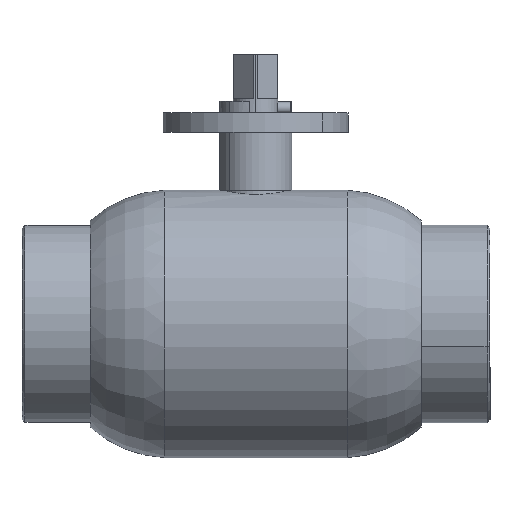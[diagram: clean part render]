
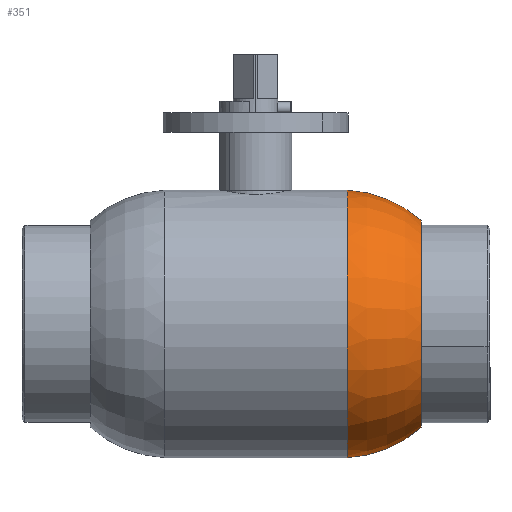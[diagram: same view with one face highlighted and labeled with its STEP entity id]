
A CAD part, top view. The second image highlights one B-rep face of the part: STEP entity #351.
In plain terms, the highlighted toroidal (fillet/blend) face has major radius 9.151 mm and minor radius 80.945 mm.
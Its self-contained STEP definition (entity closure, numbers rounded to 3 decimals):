
#28 = CARTESIAN_POINT ( 'NONE',  ( 61.5, -90., 0. ) ) ;
#205 = VERTEX_POINT ( 'NONE', #28 ) ;
#297 = FACE_OUTER_BOUND ( 'NONE', #840, .T. ) ;
#316 = CIRCLE ( 'NONE', #1381, 80.945 ) ;
#351 = ADVANCED_FACE ( 'NONE', ( #297 ), #4066, .T. ) ;
#434 = CIRCLE ( 'NONE', #3632, 80.945 ) ;
#795 = VERTEX_POINT ( 'NONE', #5319 ) ;
#840 = EDGE_LOOP ( 'NONE', ( #5144, #2763, #4766, #956 ) ) ;
#863 = CIRCLE ( 'NONE', #1579, 69.5 ) ;
#956 = ORIENTED_EDGE ( 'NONE', *, *, #3647, .F. ) ;
#960 = CARTESIAN_POINT ( 'NONE',  ( 57.555, -9.151, 0. ) ) ;
#1016 = DIRECTION ( 'NONE',  ( 0., -1., 0. ) ) ;
#1091 = VERTEX_POINT ( 'NONE', #3049 ) ;
#1244 = EDGE_CURVE ( 'NONE', #205, #1757, #4371, .T. ) ;
#1381 = AXIS2_PLACEMENT_3D ( 'NONE', #960, #3793, #2232 ) ;
#1579 = AXIS2_PLACEMENT_3D ( 'NONE', #3357, #3334, #5011 ) ;
#1757 = VERTEX_POINT ( 'NONE', #3958 ) ;
#2068 = CARTESIAN_POINT ( 'NONE',  ( 57.555, 0., 0. ) ) ;
#2232 = DIRECTION ( 'NONE',  ( -1., 0., 0. ) ) ;
#2525 = AXIS2_PLACEMENT_3D ( 'NONE', #3610, #4075, #4824 ) ;
#2763 = ORIENTED_EDGE ( 'NONE', *, *, #4784, .T. ) ;
#3049 = CARTESIAN_POINT ( 'NONE',  ( 111.5, 69.5, 0. ) ) ;
#3334 = DIRECTION ( 'NONE',  ( -1., 0., 0. ) ) ;
#3357 = CARTESIAN_POINT ( 'NONE',  ( 111.5, 0., 0. ) ) ;
#3610 = CARTESIAN_POINT ( 'NONE',  ( 61.5, 0., 0. ) ) ;
#3632 = AXIS2_PLACEMENT_3D ( 'NONE', #4006, #3902, #1016 ) ;
#3647 = EDGE_CURVE ( 'NONE', #795, #205, #316, .T. ) ;
#3793 = DIRECTION ( 'NONE',  ( 0., 0., -1. ) ) ;
#3902 = DIRECTION ( 'NONE',  ( 0., 0., 1. ) ) ;
#3958 = CARTESIAN_POINT ( 'NONE',  ( 61.5, 90., 0. ) ) ;
#4006 = CARTESIAN_POINT ( 'NONE',  ( 57.555, 9.151, 0. ) ) ;
#4066 = TOROIDAL_SURFACE ( 'NONE', #4414, 9.151, 80.945 ) ;
#4075 = DIRECTION ( 'NONE',  ( -1., 0., 0. ) ) ;
#4273 = EDGE_CURVE ( 'NONE', #795, #1091, #863, .T. ) ;
#4371 = CIRCLE ( 'NONE', #2525, 90. ) ;
#4414 = AXIS2_PLACEMENT_3D ( 'NONE', #2068, #5054, #4945 ) ;
#4766 = ORIENTED_EDGE ( 'NONE', *, *, #1244, .F. ) ;
#4784 = EDGE_CURVE ( 'NONE', #1091, #1757, #434, .T. ) ;
#4824 = DIRECTION ( 'NONE',  ( 0., -1., 0. ) ) ;
#4945 = DIRECTION ( 'NONE',  ( 0., -1., 0. ) ) ;
#5011 = DIRECTION ( 'NONE',  ( 0., -1., 0. ) ) ;
#5054 = DIRECTION ( 'NONE',  ( -1., 0., 0. ) ) ;
#5144 = ORIENTED_EDGE ( 'NONE', *, *, #4273, .T. ) ;
#5319 = CARTESIAN_POINT ( 'NONE',  ( 111.5, -69.5, 0. ) ) ;
